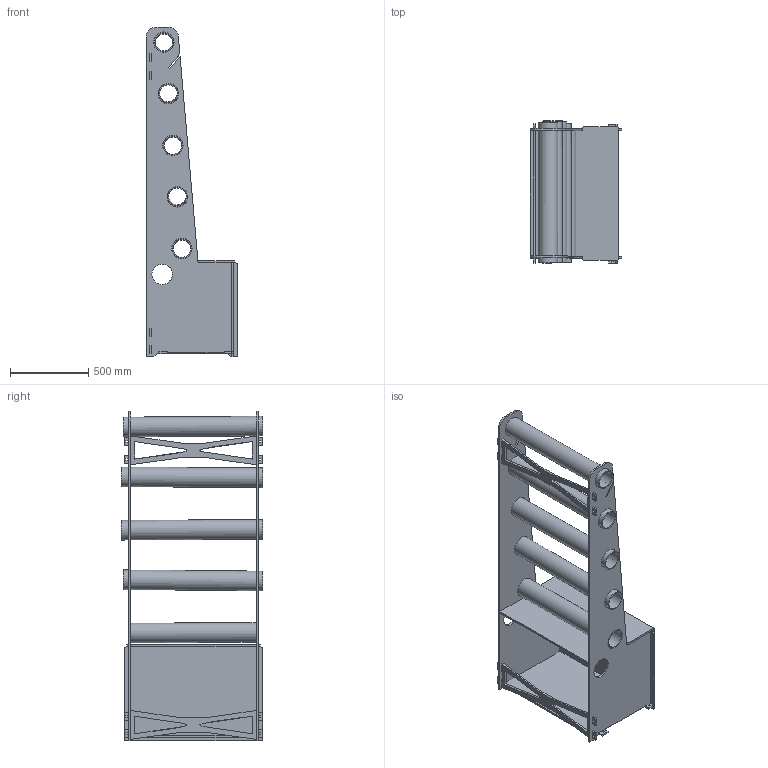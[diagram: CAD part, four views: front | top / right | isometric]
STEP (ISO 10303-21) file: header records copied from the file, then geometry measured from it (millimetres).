
FILE_DESCRIPTION(/* description */ (''),/* implementation_level */ '2;1');
FILE_NAME(/* name */ 'frae_rack_12mm_v8 v1.step',/* time_stamp */ '2020-06-22T13:07:56+00:00',/* author */ (''),/* organization */ (''),/* preprocessor_version */ 'ST-DEVELOPER v18.1',/* originating_system */ 'Autodesk Translation Framework v9.3.0.1241',/* authorisation */ '');
FILE_SCHEMA (('AUTOMOTIVE_DESIGN { 1 0 10303 214 3 1 1 }'));
Length unit declared in the file: millimetre
Products named in the file (8): frae_rack_12mm_v8; side1; side1 (1); frontside; pvc; lok; botn; bracing
Assembly tree (8 placements, depth 2):
  frae_rack_12mm_v8
    side1
    side1 (1)
    frontside
    pvc
    lok
    bracing  x2
    botn
Bounding box: 585.1 x 902.95 x 2100 mm (x, y, z)
Volume: 43784252.1 mm3; surface area: 9412181.3 mm2
Topology: 20 solids, 20 shells, 278 faces, 730 edges, 492 vertices
Faces by surface type: plane 236, cylinder 34, bspline 8
Full cylindrical faces by diameter (mm): 113 x5, 125 x5, 130 x12
Entity records: 7366 total; most frequent: CARTESIAN_POINT 1287, ORIENTED_EDGE 1204, DIRECTION 1144, EDGE_CURVE 602, LINE 526, VECTOR 526, VERTEX_POINT 404, AXIS2_PLACEMENT_3D 309
